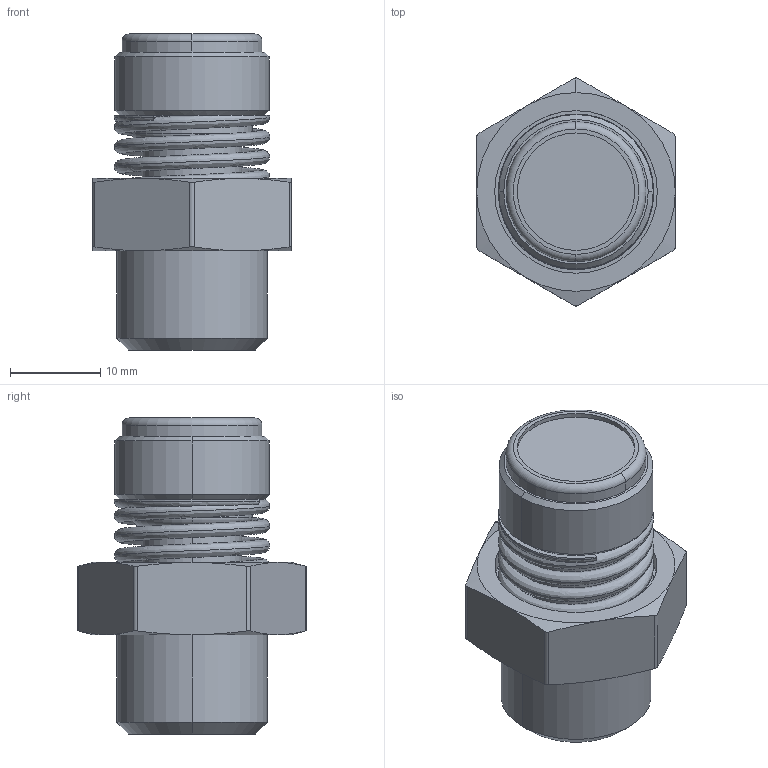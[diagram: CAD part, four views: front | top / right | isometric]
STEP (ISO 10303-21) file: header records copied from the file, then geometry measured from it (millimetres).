
FILE_DESCRIPTION(( 'MV.11VE00.38.STEP' ), '1');
FILE_NAME( 'MV.11VE00.38.STEP', '2018-10-03T16:50:09',( 'Sopra'),('sopra-pneumatic.com'), 'SwSTEP 2.0','SolidWorks 2009','' );
FILE_SCHEMA (( 'CONFIG_CONTROL_DESIGN' ));
Length unit declared in the file: millimetre
Products named in the file (1): 04010003-VE
Bounding box: 22 x 25.25 x 35 mm (x, y, z)
Volume: 6939.8 mm3; surface area: 6253.4 mm2
Topology: 2 solids, 3 shells, 107 faces, 244 edges, 144 vertices
Faces by surface type: cylinder 38, cone 29, plane 25, torus 13, bspline 2
Entity records: 4397 total; most frequent: CARTESIAN_POINT 1947, DIRECTION 515, ORIENTED_EDGE 484, EDGE_CURVE 242, AXIS2_PLACEMENT_3D 224, VERTEX_POINT 144, EDGE_LOOP 120, CIRCLE 118
